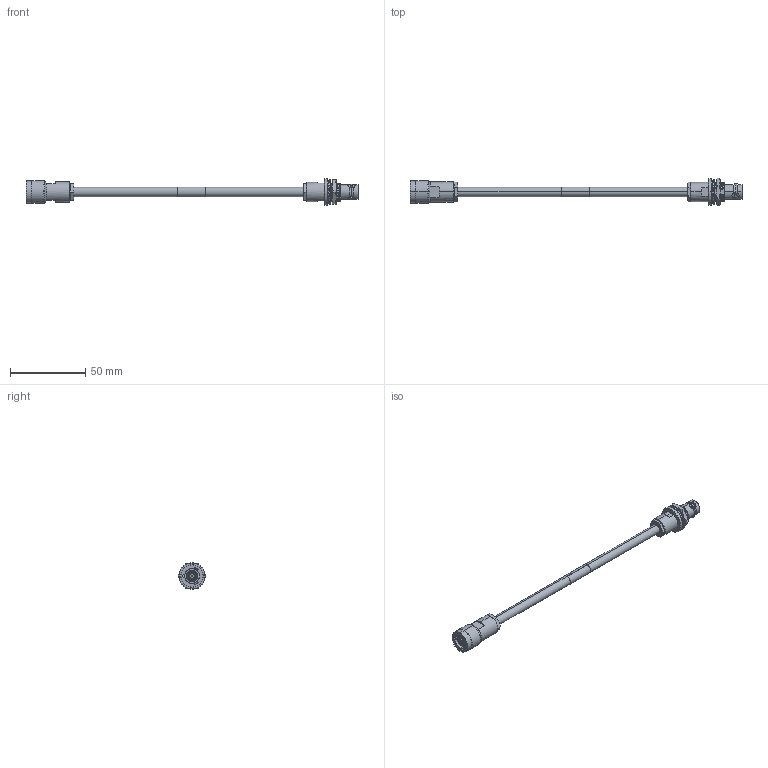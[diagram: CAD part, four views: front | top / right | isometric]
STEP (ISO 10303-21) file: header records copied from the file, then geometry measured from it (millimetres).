
FILE_DESCRIPTION (( 'STEP AP214' ), '1' );
FILE_NAME ('FM3MSA00675_3D.step', '2023-08-31T17:20:05', ( '' ), ( '' ), 'SwSTEP 2.0', 'SolidWorks 2022', '' );
FILE_SCHEMA (( 'AUTOMOTIVE_DESIGN' ));
Length unit declared in the file: inch
Products named in the file (14): 10-06577-XXX-MA4; 10-09030-XXX-MA2; 10-06577-XXX; 10-06577-XXX-MA3; 10-06577-XXX-MA6; 10-09030-XXX-MA3; 10-09030-XXX-MA1; 10-06577-XXX-MA5; 10-09030-XXX; FM3MSA00675_3D; TWC-124-2_6"; 10-06577-XXX-MA2; 10-06577-XXX-MA1; 1AW01-003_.25" x .75" long
Assembly tree (13 placements, depth 3):
  FM3MSA00675_3D
    TWC-124-2_6"
    10-09030-XXX
      10-09030-XXX-MA1
      10-09030-XXX-MA2
      10-09030-XXX-MA3
    10-06577-XXX
      10-06577-XXX-MA1
      10-06577-XXX-MA5
      10-06577-XXX-MA2
      10-06577-XXX-MA3
      10-06577-XXX-MA4
      10-06577-XXX-MA6
    1AW01-003_.25" x .75" long
Bounding box: 220.22 x 18.48 x 17.5 mm (x, y, z)
Volume: 11884.7 mm3; surface area: 12315.7 mm2
Topology: 11 solids, 11 shells, 528 faces, 1345 edges, 862 vertices
Faces by surface type: cylinder 189, plane 169, cone 85, bspline 55, torus 30
Entity records: 35119 total; most frequent: CARTESIAN_POINT 21455, ORIENTED_EDGE 2682, DIRECTION 2416, EDGE_CURVE 1341, AXIS2_PLACEMENT_3D 949, VERTEX_POINT 862, EDGE_LOOP 573, ADVANCED_FACE 528
